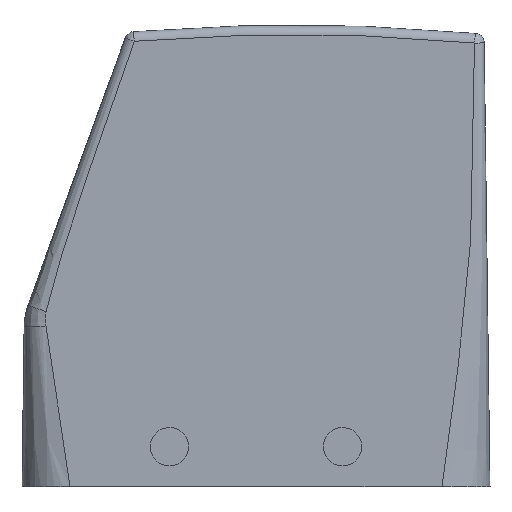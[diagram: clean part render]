
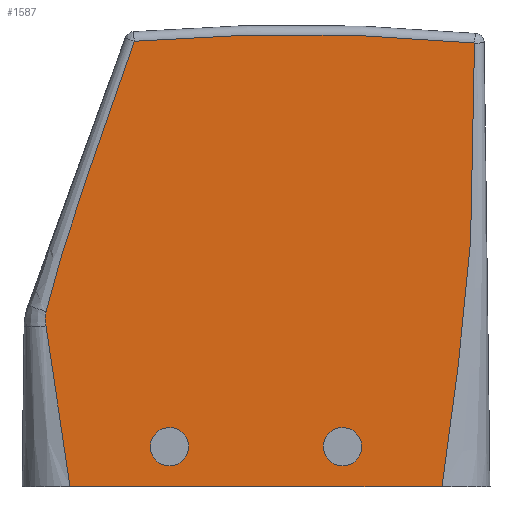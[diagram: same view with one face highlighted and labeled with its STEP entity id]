
A CAD part, left-side view. The second image highlights one B-rep face of the part: STEP entity #1587.
In plain terms, the highlighted planar face has unit normal (-1, 0, 0).
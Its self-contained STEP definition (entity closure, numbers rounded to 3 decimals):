
#1469=AXIS2_PLACEMENT_3D('Plane Axis2P3D',#1466,#1467,#1468) ;
#1540=AXIS2_PLACEMENT_3D('Circle Axis2P3D',#1538,#1539,$) ;
#1553=AXIS2_PLACEMENT_3D('Circle Axis2P3D',#1551,#1552,$) ;
#1562=AXIS2_PLACEMENT_3D('Circle Axis2P3D',#1560,#1561,$) ;
#1571=AXIS2_PLACEMENT_3D('Circle Axis2P3D',#1569,#1570,$) ;
#1580=AXIS2_PLACEMENT_3D('Circle Axis2P3D',#1578,#1579,$) ;
#700=CARTESIAN_POINT('Control Point',(7.5,55.485,69.452)) ;
#701=CARTESIAN_POINT('Control Point',(7.5,56.167,67.538)) ;
#702=CARTESIAN_POINT('Control Point',(7.5,56.839,65.641)) ;
#703=CARTESIAN_POINT('Control Point',(7.5,57.494,63.782)) ;
#704=CARTESIAN_POINT('Control Point',(7.5,58.76,60.162)) ;
#705=CARTESIAN_POINT('Control Point',(7.5,60.014,56.54)) ;
#706=CARTESIAN_POINT('Control Point',(7.5,60.599,54.843)) ;
#707=CARTESIAN_POINT('Control Point',(7.5,61.764,51.447)) ;
#708=CARTESIAN_POINT('Control Point',(7.5,62.921,48.051)) ;
#709=CARTESIAN_POINT('Control Point',(7.5,63.496,46.353)) ;
#710=CARTESIAN_POINT('Control Point',(7.5,64.478,43.435)) ;
#711=CARTESIAN_POINT('Control Point',(7.5,65.442,40.513)) ;
#712=CARTESIAN_POINT('Control Point',(7.5,65.815,39.371)) ;
#713=CARTESIAN_POINT('Control Point',(7.5,66.811,36.235)) ;
#714=CARTESIAN_POINT('Control Point',(7.5,67.738,33.079)) ;
#715=CARTESIAN_POINT('Control Point',(7.5,68.27,31.147)) ;
#716=CARTESIAN_POINT('Control Point',(7.5,68.768,29.206)) ;
#717=CARTESIAN_POINT('Control Point',(7.5,69.235,27.257)) ;
#718=CARTESIAN_POINT('Vertex',(7.5,69.235,27.257)) ;
#720=CARTESIAN_POINT('Vertex',(7.5,55.485,69.452)) ;
#1466=CARTESIAN_POINT('Axis2P3D Location',(7.5,-1.533,-30.8)) ;
#1472=CARTESIAN_POINT('Control Point',(7.5,69.235,27.257)) ;
#1473=CARTESIAN_POINT('Control Point',(7.5,69.322,26.799)) ;
#1474=CARTESIAN_POINT('Control Point',(7.5,69.367,26.333)) ;
#1475=CARTESIAN_POINT('Control Point',(7.5,69.37,25.865)) ;
#1476=CARTESIAN_POINT('Control Point',(7.5,69.328,25.403)) ;
#1477=CARTESIAN_POINT('Control Point',(7.5,69.243,24.955)) ;
#1478=CARTESIAN_POINT('Vertex',(7.5,69.243,24.955)) ;
#1482=CARTESIAN_POINT('Control Point',(7.5,69.243,24.955)) ;
#1483=CARTESIAN_POINT('Control Point',(7.5,68.826,21.512)) ;
#1484=CARTESIAN_POINT('Control Point',(7.5,68.335,18.072)) ;
#1485=CARTESIAN_POINT('Control Point',(7.5,67.798,14.68)) ;
#1486=CARTESIAN_POINT('Control Point',(7.5,67.162,10.725)) ;
#1487=CARTESIAN_POINT('Control Point',(7.5,66.541,6.763)) ;
#1488=CARTESIAN_POINT('Control Point',(7.5,66.475,6.341)) ;
#1489=CARTESIAN_POINT('Control Point',(7.5,66.317,5.324)) ;
#1490=CARTESIAN_POINT('Control Point',(7.5,66.162,4.312)) ;
#1491=CARTESIAN_POINT('Control Point',(7.5,66.086,3.818)) ;
#1492=CARTESIAN_POINT('Control Point',(7.5,65.925,2.758)) ;
#1493=CARTESIAN_POINT('Control Point',(7.5,65.767,1.7)) ;
#1494=CARTESIAN_POINT('Control Point',(7.5,65.682,1.135)) ;
#1495=CARTESIAN_POINT('Control Point',(7.5,65.599,0.568)) ;
#1496=CARTESIAN_POINT('Control Point',(7.5,65.515,0.)) ;
#1497=CARTESIAN_POINT('Vertex',(7.5,65.515,0.)) ;
#1500=CARTESIAN_POINT('Line Origine',(7.5,36.501,0.)) ;
#1504=CARTESIAN_POINT('Vertex',(7.5,7.487,0.)) ;
#1508=CARTESIAN_POINT('Control Point',(7.5,2.421,69.176)) ;
#1509=CARTESIAN_POINT('Control Point',(7.5,2.419,67.615)) ;
#1510=CARTESIAN_POINT('Control Point',(7.5,2.42,66.054)) ;
#1511=CARTESIAN_POINT('Control Point',(7.5,2.424,64.492)) ;
#1512=CARTESIAN_POINT('Control Point',(7.5,2.435,62.229)) ;
#1513=CARTESIAN_POINT('Control Point',(7.5,2.453,59.967)) ;
#1514=CARTESIAN_POINT('Control Point',(7.5,2.459,59.244)) ;
#1515=CARTESIAN_POINT('Control Point',(7.5,2.484,56.528)) ;
#1516=CARTESIAN_POINT('Control Point',(7.5,2.518,53.811)) ;
#1517=CARTESIAN_POINT('Control Point',(7.5,2.55,51.697)) ;
#1518=CARTESIAN_POINT('Control Point',(7.5,2.594,49.267)) ;
#1519=CARTESIAN_POINT('Control Point',(7.5,2.658,46.849)) ;
#1520=CARTESIAN_POINT('Control Point',(7.5,2.67,46.433)) ;
#1521=CARTESIAN_POINT('Control Point',(7.5,2.845,40.487)) ;
#1522=CARTESIAN_POINT('Control Point',(7.5,3.166,34.543)) ;
#1523=CARTESIAN_POINT('Control Point',(7.5,3.694,29.003)) ;
#1524=CARTESIAN_POINT('Control Point',(7.5,4.611,21.358)) ;
#1525=CARTESIAN_POINT('Control Point',(7.5,5.64,13.726)) ;
#1526=CARTESIAN_POINT('Control Point',(7.5,5.93,11.601)) ;
#1527=CARTESIAN_POINT('Control Point',(7.5,6.28,9.039)) ;
#1528=CARTESIAN_POINT('Control Point',(7.5,6.627,6.477)) ;
#1529=CARTESIAN_POINT('Control Point',(7.5,6.686,6.04)) ;
#1530=CARTESIAN_POINT('Control Point',(7.5,6.885,4.564)) ;
#1531=CARTESIAN_POINT('Control Point',(7.5,7.081,3.091)) ;
#1532=CARTESIAN_POINT('Control Point',(7.5,7.217,2.06)) ;
#1533=CARTESIAN_POINT('Control Point',(7.5,7.352,1.031)) ;
#1534=CARTESIAN_POINT('Control Point',(7.5,7.487,0.)) ;
#1535=CARTESIAN_POINT('Vertex',(7.5,2.421,69.176)) ;
#1538=CARTESIAN_POINT('Axis2P3D Location',(7.5,30.5,-228.)) ;
#1551=CARTESIAN_POINT('Axis2P3D Location',(7.5,50.,6.2)) ;
#1555=CARTESIAN_POINT('Vertex',(7.5,48.245,7.159)) ;
#1557=CARTESIAN_POINT('Vertex',(7.5,51.755,5.241)) ;
#1560=CARTESIAN_POINT('Axis2P3D Location',(7.5,50.,6.2)) ;
#1569=CARTESIAN_POINT('Axis2P3D Location',(7.5,23.,6.2)) ;
#1573=CARTESIAN_POINT('Vertex',(7.5,21.245,5.241)) ;
#1575=CARTESIAN_POINT('Vertex',(7.5,24.755,7.159)) ;
#1578=CARTESIAN_POINT('Axis2P3D Location',(7.5,23.,6.2)) ;
#1467=DIRECTION('Axis2P3D Direction',(-1.,0.,0.)) ;
#1468=DIRECTION('Axis2P3D XDirection',(0.,-0.17,0.985)) ;
#1501=DIRECTION('Vector Direction',(0.,-1.,0.)) ;
#1539=DIRECTION('Axis2P3D Direction',(-1.,0.,0.)) ;
#1552=DIRECTION('Axis2P3D Direction',(-1.,0.,0.)) ;
#1561=DIRECTION('Axis2P3D Direction',(-1.,0.,0.)) ;
#1570=DIRECTION('Axis2P3D Direction',(-1.,0.,0.)) ;
#1579=DIRECTION('Axis2P3D Direction',(-1.,0.,0.)) ;
#1502=VECTOR('Line Direction',#1501,1.) ;
#1544=ORIENTED_EDGE('',*,*,#722,.F.) ;
#1545=ORIENTED_EDGE('',*,*,#1480,.F.) ;
#1546=ORIENTED_EDGE('',*,*,#1499,.F.) ;
#1547=ORIENTED_EDGE('',*,*,#1506,.T.) ;
#1548=ORIENTED_EDGE('',*,*,#1537,.T.) ;
#1549=ORIENTED_EDGE('',*,*,#1542,.T.) ;
#1566=ORIENTED_EDGE('',*,*,#1559,.F.) ;
#1567=ORIENTED_EDGE('',*,*,#1564,.F.) ;
#1584=ORIENTED_EDGE('',*,*,#1577,.F.) ;
#1585=ORIENTED_EDGE('',*,*,#1582,.F.) ;
#1568=FACE_BOUND('',#1565,.T.) ;
#1586=FACE_BOUND('',#1583,.T.) ;
#1587=ADVANCED_FACE('HOUSING',(#1550,#1568,#1586),#1470,.T.) ;
#699=B_SPLINE_CURVE_WITH_KNOTS('',5,(#700,#701,#702,#703,#704,#705,#706,#707,#708,#709,#710,#711,#712,#713,#714,#715,#716,#717),.UNSPECIFIED.,.F.,.U.,(6,3,3,3,3,6),(46.846,56.964,65.89,74.816,81.222,91.225),.UNSPECIFIED.) ;
#1471=B_SPLINE_CURVE_WITH_KNOTS('',5,(#1472,#1473,#1474,#1475,#1476,#1477),.UNSPECIFIED.,.F.,.U.,(6,6),(0.,3.276),.UNSPECIFIED.) ;
#1481=B_SPLINE_CURVE_WITH_KNOTS('',5,(#1482,#1483,#1484,#1485,#1486,#1487,#1488,#1489,#1490,#1491,#1492,#1493,#1494,#1495,#1496),.UNSPECIFIED.,.F.,.U.,(6,3,3,3,6),(0.,24.507,28.211,31.774,35.859),.UNSPECIFIED.) ;
#1507=B_SPLINE_CURVE_WITH_KNOTS('',5,(#1508,#1509,#1510,#1511,#1512,#1513,#1514,#1515,#1516,#1517,#1518,#1519,#1520,#1521,#1522,#1523,#1524,#1525,#1526,#1527,#1528,#1529,#1530,#1531,#1532,#1533,#1534),.UNSPECIFIED.,.F.,.U.,(6,3,3,3,3,3,3,3,6),(0.,11.056,16.021,30.291,33.14,72.412,87.57,90.689,98.087),.UNSPECIFIED.) ;
#1541=CIRCLE('generated circle',#1540,298.5) ;
#1554=CIRCLE('generated circle',#1553,2.) ;
#1563=CIRCLE('generated circle',#1562,2.) ;
#1572=CIRCLE('generated circle',#1571,2.) ;
#1581=CIRCLE('generated circle',#1580,2.) ;
#722=EDGE_CURVE('',#719,#721,#699,.F.) ;
#1480=EDGE_CURVE('',#1479,#719,#1471,.F.) ;
#1499=EDGE_CURVE('',#1498,#1479,#1481,.F.) ;
#1506=EDGE_CURVE('',#1498,#1505,#1503,.T.) ;
#1537=EDGE_CURVE('',#1505,#1536,#1507,.F.) ;
#1542=EDGE_CURVE('',#1536,#721,#1541,.T.) ;
#1559=EDGE_CURVE('',#1556,#1558,#1554,.T.) ;
#1564=EDGE_CURVE('',#1558,#1556,#1563,.T.) ;
#1577=EDGE_CURVE('',#1574,#1576,#1572,.T.) ;
#1582=EDGE_CURVE('',#1576,#1574,#1581,.T.) ;
#1543=EDGE_LOOP('',(#1544,#1545,#1546,#1547,#1548,#1549)) ;
#1565=EDGE_LOOP('',(#1566,#1567)) ;
#1583=EDGE_LOOP('',(#1584,#1585)) ;
#1550=FACE_OUTER_BOUND('',#1543,.T.) ;
#1503=LINE('Line',#1500,#1502) ;
#1470=PLANE('',#1469) ;
#719=VERTEX_POINT('',#718) ;
#721=VERTEX_POINT('',#720) ;
#1479=VERTEX_POINT('',#1478) ;
#1498=VERTEX_POINT('',#1497) ;
#1505=VERTEX_POINT('',#1504) ;
#1536=VERTEX_POINT('',#1535) ;
#1556=VERTEX_POINT('',#1555) ;
#1558=VERTEX_POINT('',#1557) ;
#1574=VERTEX_POINT('',#1573) ;
#1576=VERTEX_POINT('',#1575) ;
